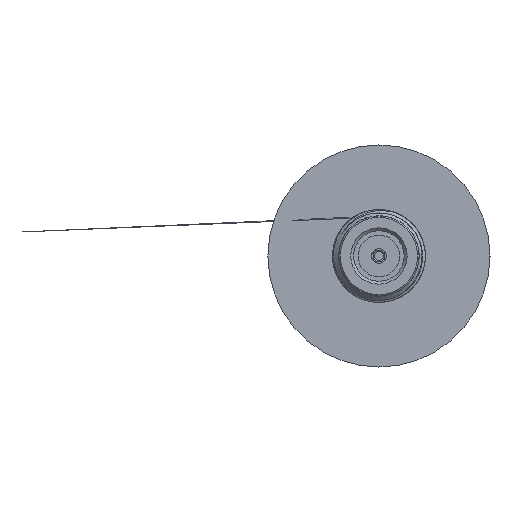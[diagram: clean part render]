
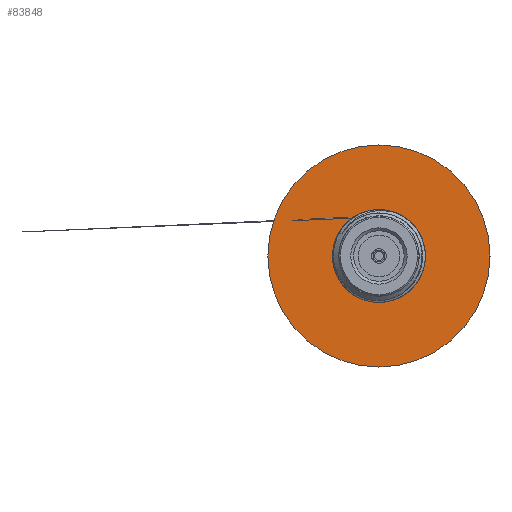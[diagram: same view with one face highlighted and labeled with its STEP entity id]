
A CAD part, left-side view. The second image highlights one B-rep face of the part: STEP entity #83848.
In plain terms, the highlighted planar face has unit normal (-1, 0, 0).
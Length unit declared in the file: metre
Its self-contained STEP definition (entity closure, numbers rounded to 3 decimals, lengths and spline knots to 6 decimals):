
#4247 = PLANE ( 'NONE',  #9600 ) ;
#4740 = DIRECTION ( 'NONE',  ( -1., 0., 0. ) ) ;
#9600 = AXIS2_PLACEMENT_3D ( 'NONE', #19821, #4740, #54894 ) ;
#15329 = CIRCLE ( 'NONE', #69766, 0.748 ) ;
#19821 = CARTESIAN_POINT ( 'NONE',  ( 0., 0., 0. ) ) ;
#20760 = CARTESIAN_POINT ( 'NONE',  ( 0., 0., 0. ) ) ;
#35376 = DIRECTION ( 'NONE',  ( -1., 0., 0. ) ) ;
#44823 = EDGE_CURVE ( 'NONE', #46683, #46683, #15329, .T. ) ;
#45717 = CARTESIAN_POINT ( 'NONE',  ( 0., 0., 0.748 ) ) ;
#46683 = VERTEX_POINT ( 'NONE', #45717 ) ;
#54894 = DIRECTION ( 'NONE',  ( 0., 0., 1. ) ) ;
#65051 = DIRECTION ( 'NONE',  ( 0., 0., 1. ) ) ;
#69766 = AXIS2_PLACEMENT_3D ( 'NONE', #20760, #35376, #65051 ) ;
#78701 = EDGE_LOOP ( 'NONE', ( #79290 ) ) ;
#79290 = ORIENTED_EDGE ( 'NONE', *, *, #44823, .T. ) ;
#83848 = ADVANCED_FACE ( 'NONE', ( #93340 ), #4247, .T. ) ;
#93340 = FACE_OUTER_BOUND ( 'NONE', #78701, .T. ) ;
